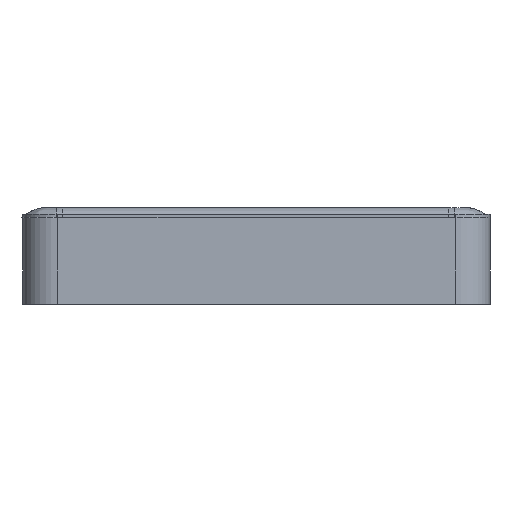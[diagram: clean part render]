
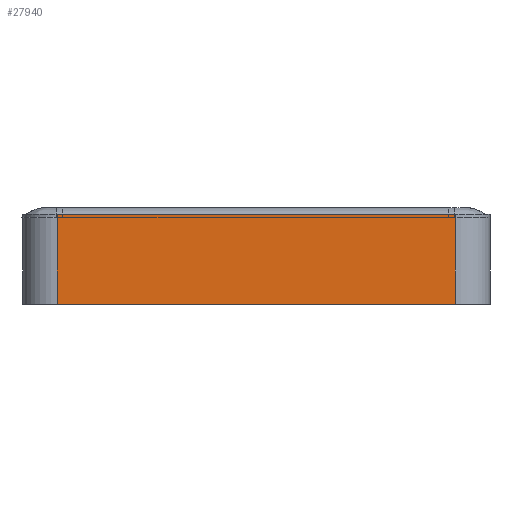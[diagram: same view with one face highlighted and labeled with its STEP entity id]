
A CAD part, left-side view. The second image highlights one B-rep face of the part: STEP entity #27940.
In plain terms, the highlighted face is planar.
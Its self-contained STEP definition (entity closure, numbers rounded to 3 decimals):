
#3644=FACE_OUTER_BOUND('',#4923,.T.);
#4923=EDGE_LOOP('',(#21778,#21779,#21780,#21781));
#5995=LINE('',#35372,#8654);
#6676=LINE('',#42151,#9335);
#6683=LINE('',#42166,#9342);
#6697=LINE('',#42206,#9356);
#8654=VECTOR('',#30012,10.);
#9335=VECTOR('',#31049,10.);
#9342=VECTOR('',#31060,10.);
#9356=VECTOR('',#31098,10.);
#11317=VERTEX_POINT('',#35358);
#11323=VERTEX_POINT('',#35370);
#12122=VERTEX_POINT('',#42147);
#12129=VERTEX_POINT('',#42165);
#14754=EDGE_CURVE('',#11323,#11317,#5995,.T.);
#15952=EDGE_CURVE('',#11317,#12122,#6676,.T.);
#15959=EDGE_CURVE('',#12122,#12129,#6683,.T.);
#15980=EDGE_CURVE('',#12129,#11323,#6697,.T.);
#21778=ORIENTED_EDGE('',*,*,#15952,.F.);
#21779=ORIENTED_EDGE('',*,*,#14754,.F.);
#21780=ORIENTED_EDGE('',*,*,#15980,.F.);
#21781=ORIENTED_EDGE('',*,*,#15959,.F.);
#27170=PLANE('',#28971);
#27940=ADVANCED_FACE('',(#3644),#27170,.T.);
#28971=AXIS2_PLACEMENT_3D('',#42207,#31099,#31100);
#30012=DIRECTION('',(1.,0.,0.));
#31049=DIRECTION('',(0.,0.,1.));
#31060=DIRECTION('',(-1.,0.,0.));
#31098=DIRECTION('',(0.,0.,-1.));
#31099=DIRECTION('center_axis',(0.,1.,0.));
#31100=DIRECTION('ref_axis',(-1.,0.,0.));
#35358=CARTESIAN_POINT('',(53.125,9.5,0.));
#35370=CARTESIAN_POINT('',(-4.5,9.5,0.));
#35372=CARTESIAN_POINT('',(-9.5,9.5,0.));
#42147=CARTESIAN_POINT('',(53.125,9.5,13.));
#42151=CARTESIAN_POINT('',(53.125,9.5,0.));
#42165=CARTESIAN_POINT('',(-4.5,9.5,13.));
#42166=CARTESIAN_POINT('',(-9.5,9.5,13.));
#42206=CARTESIAN_POINT('',(-4.5,9.5,0.));
#42207=CARTESIAN_POINT('Origin',(58.125,9.5,0.));
